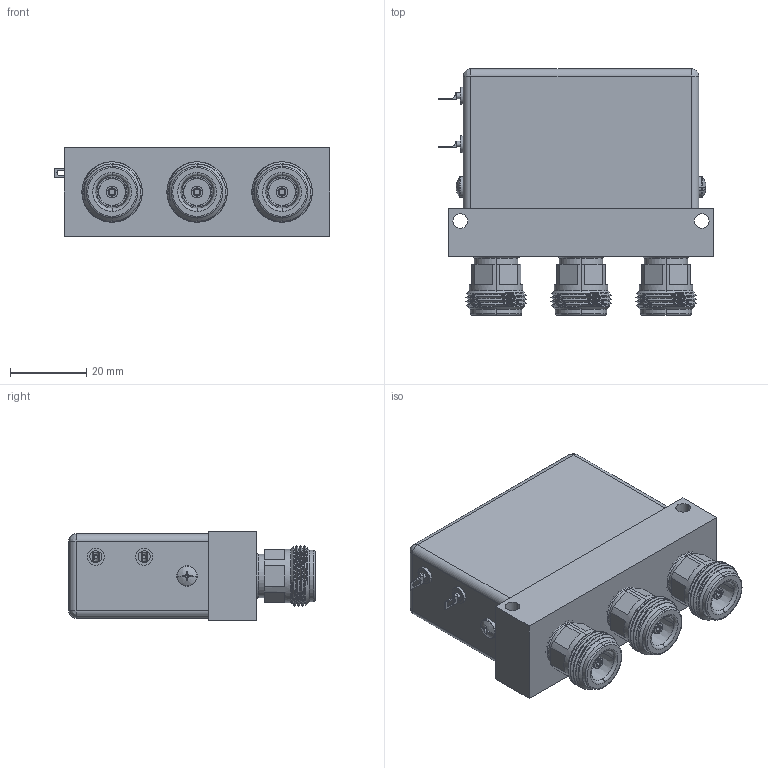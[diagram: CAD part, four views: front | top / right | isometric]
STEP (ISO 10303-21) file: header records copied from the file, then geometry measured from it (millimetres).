
FILE_DESCRIPTION (( 'STEP AP214' ), '1' );
FILE_NAME ('FMSW6520_3D.step', '2023-02-16T17:45:34', ( '' ), ( '' ), 'SwSTEP 2.0', 'SolidWorks 2022', '' );
FILE_SCHEMA (( 'AUTOMOTIVE_DESIGN' ));
Length unit declared in the file: inch
Products named in the file (7): NEW N connector; LABEL ILS-100-02; FMSW6520_3D; R040691-e360_-03_2; R12053-e360_-11; A12075Y04_-402; B12021003
Assembly tree (11 placements, depth 2):
  FMSW6520_3D
    B12021003
    NEW N connector  x3
    R12053-e360_-11
    R040691-e360_-03_2  x2
    A12075Y04_-402  x3
    LABEL ILS-100-02
Bounding box: 72.5 x 64.83 x 23.37 mm (x, y, z)
Volume: 28675.6 mm3; surface area: 29373.4 mm2
Topology: 11 solids, 11 shells, 893 faces, 2331 edges, 1509 vertices
Faces by surface type: plane 477, bspline 186, cylinder 161, cone 69
Entity records: 30218 total; most frequent: CARTESIAN_POINT 10480, ORIENTED_EDGE 3228, DIRECTION 2533, EDGE_CURVE 1614, VECTOR 1115, LINE 1115, VERTEX_POINT 1057, AXIS2_PLACEMENT_3D 709
